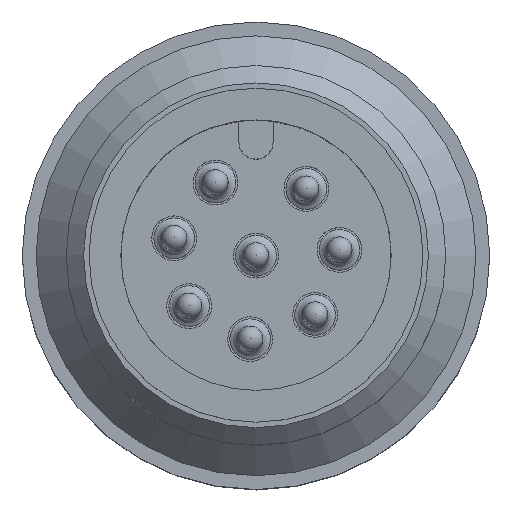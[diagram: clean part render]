
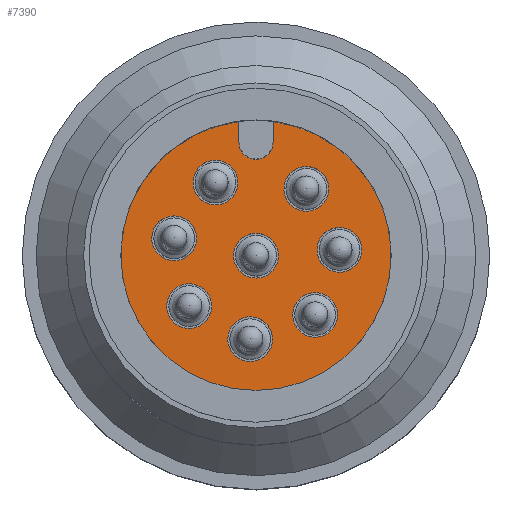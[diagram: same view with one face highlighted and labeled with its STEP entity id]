
A CAD part, top view. The second image highlights one B-rep face of the part: STEP entity #7390.
In plain terms, the highlighted planar face has unit normal (0, 0, 1).
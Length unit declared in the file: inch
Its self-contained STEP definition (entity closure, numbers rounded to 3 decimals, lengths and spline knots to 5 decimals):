
#563=LINE('',#11412,#890);
#568=LINE('',#11426,#895);
#890=VECTOR('',#9338,0.3937);
#895=VECTOR('',#9351,0.3937);
#1149=PLANE('',#7999);
#1357=FACE_BOUND('',#2147,.T.);
#1358=FACE_BOUND('',#2148,.T.);
#1359=FACE_BOUND('',#2149,.T.);
#1360=FACE_BOUND('',#2150,.T.);
#1361=FACE_BOUND('',#2151,.T.);
#1362=FACE_BOUND('',#2152,.T.);
#1363=FACE_BOUND('',#2153,.T.);
#1364=FACE_BOUND('',#2154,.T.);
#1641=FACE_OUTER_BOUND('',#2146,.T.);
#2146=EDGE_LOOP('',(#5332,#5333,#5334,#5335));
#2147=EDGE_LOOP('',(#5336));
#2148=EDGE_LOOP('',(#5337));
#2149=EDGE_LOOP('',(#5338));
#2150=EDGE_LOOP('',(#5339));
#2151=EDGE_LOOP('',(#5340));
#2152=EDGE_LOOP('',(#5341));
#2153=EDGE_LOOP('',(#5342));
#2154=EDGE_LOOP('',(#5343));
#2643=CIRCLE('',#7979,0.0275);
#2644=CIRCLE('',#7981,0.0275);
#2645=CIRCLE('',#7983,0.0275);
#2646=CIRCLE('',#7985,0.0275);
#2647=CIRCLE('',#7987,0.0275);
#2648=CIRCLE('',#7989,0.0275);
#2649=CIRCLE('',#7991,0.0275);
#2650=CIRCLE('',#7994,0.021);
#2653=CIRCLE('',#8000,0.166);
#2654=CIRCLE('',#8001,0.0275);
#3102=VERTEX_POINT('',#11389);
#3103=VERTEX_POINT('',#11392);
#3104=VERTEX_POINT('',#11395);
#3105=VERTEX_POINT('',#11398);
#3106=VERTEX_POINT('',#11401);
#3107=VERTEX_POINT('',#11404);
#3108=VERTEX_POINT('',#11407);
#3109=VERTEX_POINT('',#11410);
#3110=VERTEX_POINT('',#11411);
#3113=VERTEX_POINT('',#11419);
#3115=VERTEX_POINT('',#11425);
#3117=VERTEX_POINT('',#11434);
#3937=EDGE_CURVE('',#3102,#3102,#2643,.T.);
#3938=EDGE_CURVE('',#3103,#3103,#2644,.T.);
#3939=EDGE_CURVE('',#3104,#3104,#2645,.T.);
#3940=EDGE_CURVE('',#3105,#3105,#2646,.T.);
#3941=EDGE_CURVE('',#3106,#3106,#2647,.T.);
#3942=EDGE_CURVE('',#3107,#3107,#2648,.T.);
#3943=EDGE_CURVE('',#3108,#3108,#2649,.T.);
#3944=EDGE_CURVE('',#3109,#3110,#563,.T.);
#3948=EDGE_CURVE('',#3110,#3113,#2650,.T.);
#3951=EDGE_CURVE('',#3113,#3115,#568,.T.);
#3955=EDGE_CURVE('',#3109,#3115,#2653,.T.);
#3956=EDGE_CURVE('',#3117,#3117,#2654,.T.);
#5332=ORIENTED_EDGE('',*,*,#3944,.T.);
#5333=ORIENTED_EDGE('',*,*,#3948,.T.);
#5334=ORIENTED_EDGE('',*,*,#3951,.T.);
#5335=ORIENTED_EDGE('',*,*,#3955,.F.);
#5336=ORIENTED_EDGE('',*,*,#3937,.T.);
#5337=ORIENTED_EDGE('',*,*,#3938,.T.);
#5338=ORIENTED_EDGE('',*,*,#3939,.T.);
#5339=ORIENTED_EDGE('',*,*,#3940,.T.);
#5340=ORIENTED_EDGE('',*,*,#3941,.T.);
#5341=ORIENTED_EDGE('',*,*,#3942,.T.);
#5342=ORIENTED_EDGE('',*,*,#3943,.T.);
#5343=ORIENTED_EDGE('',*,*,#3956,.T.);
#7390=ADVANCED_FACE('',(#1641,#1357,#1358,#1359,#1360,#1361,#1362,#1363,
#1364),#1149,.T.);
#7979=AXIS2_PLACEMENT_3D('',#11390,#9310,#9311);
#7981=AXIS2_PLACEMENT_3D('',#11393,#9314,#9315);
#7983=AXIS2_PLACEMENT_3D('',#11396,#9318,#9319);
#7985=AXIS2_PLACEMENT_3D('',#11399,#9322,#9323);
#7987=AXIS2_PLACEMENT_3D('',#11402,#9326,#9327);
#7989=AXIS2_PLACEMENT_3D('',#11405,#9330,#9331);
#7991=AXIS2_PLACEMENT_3D('',#11408,#9334,#9335);
#7994=AXIS2_PLACEMENT_3D('',#11420,#9344,#9345);
#7999=AXIS2_PLACEMENT_3D('',#11432,#9358,#9359);
#8000=AXIS2_PLACEMENT_3D('',#11433,#9360,#9361);
#8001=AXIS2_PLACEMENT_3D('',#11435,#9362,#9363);
#9310=DIRECTION('center_axis',(0.,0.,
-1.));
#9311=DIRECTION('ref_axis',(-0.485,0.875,0.));
#9314=DIRECTION('center_axis',(0.,0.,
-1.));
#9315=DIRECTION('ref_axis',(-0.978,0.208,0.));
#9318=DIRECTION('center_axis',(0.,0.,
-1.));
#9319=DIRECTION('ref_axis',(-0.799,-0.602,0.));
#9322=DIRECTION('center_axis',(0.,0.,
-1.));
#9323=DIRECTION('ref_axis',(-0.07,-0.998,0.));
#9326=DIRECTION('center_axis',(0.,0.,
-1.));
#9327=DIRECTION('ref_axis',(0.707,-0.707,0.));
#9330=DIRECTION('center_axis',(0.,0.,
-1.));
#9331=DIRECTION('ref_axis',(0.998,0.07,0.));
#9334=DIRECTION('center_axis',(0.,0.,
-1.));
#9335=DIRECTION('ref_axis',(0.602,0.799,0.));
#9338=DIRECTION('',(0.,-1.,0.));
#9344=DIRECTION('center_axis',(0.,0.,
-1.));
#9345=DIRECTION('ref_axis',(-1.,0.,0.));
#9351=DIRECTION('',(0.,1.,0.));
#9358=DIRECTION('center_axis',(0.,0.,
1.));
#9359=DIRECTION('ref_axis',(1.,0.,0.));
#9360=DIRECTION('center_axis',(0.,0.,
-1.));
#9361=DIRECTION('ref_axis',(1.,0.,0.));
#9362=DIRECTION('center_axis',(0.,0.,
-1.));
#9363=DIRECTION('ref_axis',(1.,0.,0.));
#11389=CARTESIAN_POINT('',(-0.06312,0.11388,0.));
#11390=CARTESIAN_POINT('Origin',(-0.04979,0.08983,
0.));
#11392=CARTESIAN_POINT('',(-0.12736,0.02707,0.));
#11393=CARTESIAN_POINT('Origin',(-0.10046,0.02135,
0.));
#11395=CARTESIAN_POINT('',(-0.10398,-0.07836,0.));
#11396=CARTESIAN_POINT('Origin',(-0.08202,-0.06181,
0.));
#11398=CARTESIAN_POINT('',(-0.00908,-0.12989,0.));
#11399=CARTESIAN_POINT('Origin',(-0.00716,-0.10245,
0.));
#11401=CARTESIAN_POINT('',(0.09207,-0.09207,0.));
#11402=CARTESIAN_POINT('Origin',(0.07262,-0.07262,
0.));
#11404=CARTESIAN_POINT('',(0.12989,0.00908,0.));
#11405=CARTESIAN_POINT('Origin',(0.10245,0.00716,0.));
#11407=CARTESIAN_POINT('',(0.07836,0.10398,0.));
#11408=CARTESIAN_POINT('Origin',(0.06181,0.08202,
0.));
#11410=CARTESIAN_POINT('',(0.021,0.16467,0.));
#11411=CARTESIAN_POINT('',(0.021,0.139,0.));
#11412=CARTESIAN_POINT('',(0.021,0.1525,0.));
#11419=CARTESIAN_POINT('',(-0.021,0.139,0.));
#11420=CARTESIAN_POINT('Origin',(0.,0.139,0.));
#11425=CARTESIAN_POINT('',(-0.021,0.16467,0.));
#11426=CARTESIAN_POINT('',(-0.021,0.16533,0.));
#11432=CARTESIAN_POINT('Origin',(0.,0.166,0.));
#11433=CARTESIAN_POINT('Origin',(0.,0.,
0.));
#11434=CARTESIAN_POINT('',(0.,0.0275,0.));
#11435=CARTESIAN_POINT('Origin',(0.,0.,
0.));
